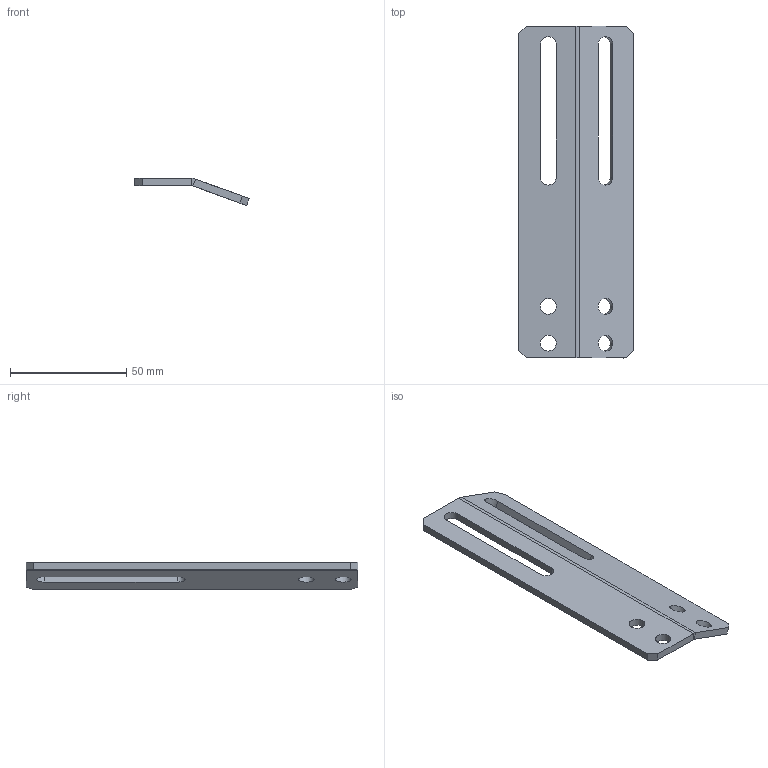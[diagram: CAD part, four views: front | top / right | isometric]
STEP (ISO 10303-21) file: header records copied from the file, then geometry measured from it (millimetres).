
FILE_DESCRIPTION (( 'STEP AP214' ), '1' );
FILE_NAME ('am-4503 Carousel Scraper Peanut Bracket.STEP', '2021-06-02T20:29:48', ( '' ), ( '' ), 'SwSTEP 2.0', 'SolidWorks 2019', '' );
FILE_SCHEMA (( 'AUTOMOTIVE_DESIGN' ));
Length unit declared in the file: inch
Products named in the file (1): am-4503 Carousel Scraper Peanut Bracket
Bounding box: 49.27 x 142.88 x 11.67 mm (x, y, z)
Volume: 19586.3 mm3; surface area: 14670.6 mm2
Topology: 1 solids, 1 shells, 30 faces, 76 edges, 48 vertices
Faces by surface type: plane 20, cylinder 10
Full cylindrical faces by diameter (mm): 6.756 x4
Entity records: 940 total; most frequent: DIRECTION 154, CARTESIAN_POINT 151, ORIENTED_EDGE 144, EDGE_CURVE 72, LINE 52, VECTOR 52, AXIS2_PLACEMENT_3D 51, VERTEX_POINT 48
